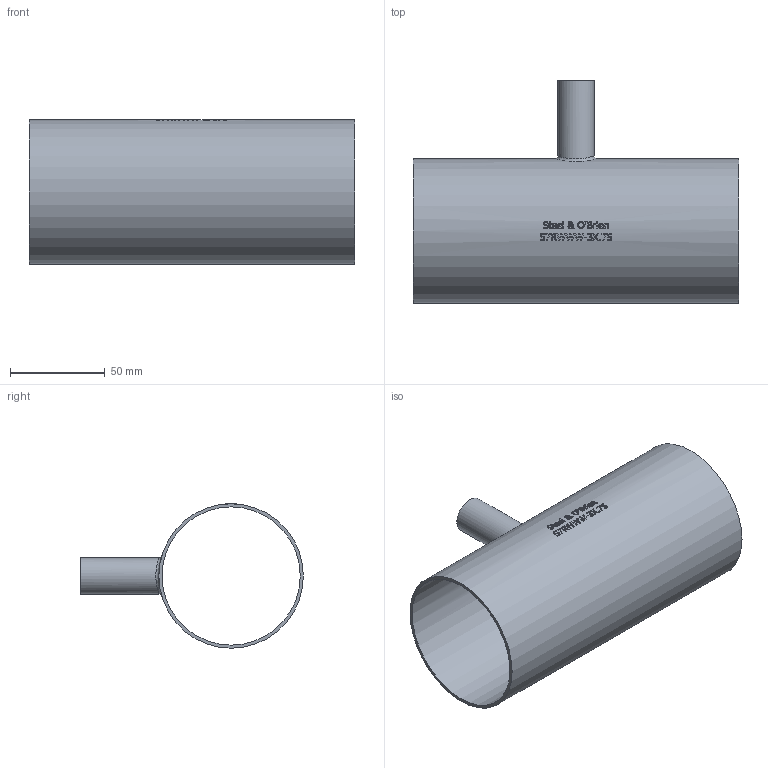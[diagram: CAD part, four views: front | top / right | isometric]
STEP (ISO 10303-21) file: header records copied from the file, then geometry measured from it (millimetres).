
FILE_DESCRIPTION(/* description */ (''),/* implementation_level */ '2;1');
FILE_NAME(/* name */ 'S7RWWW-3X.75.stp',/* time_stamp */ '2018-11-28T14:47:01-05:00',/* author */ ('ken'),/* organization */ (''),/* preprocessor_version */ 'ST-DEVELOPER v15.2',/* originating_system */ 'Autodesk Inventor 2014',/* authorisation */ '');
FILE_SCHEMA (('AUTOMOTIVE_DESIGN { 1 0 10303 214 3 1 1 }'));
Length unit declared in the file: inch
Products named in the file (1): S7RWWW-3X.75
Bounding box: 171.45 x 117.47 x 76.2 mm (x, y, z)
Volume: 69754.6 mm3; surface area: 85362.6 mm2
Topology: 1 solids, 1 shells, 400 faces, 1090 edges, 727 vertices
Faces by surface type: plane 186, bspline 175, cylinder 39
Full cylindrical faces by diameter (mm): 15.748 x1, 19.05 x1, 72.898 x1, 76.2 x1
Entity records: 15910 total; most frequent: CARTESIAN_POINT 6767, ORIENTED_EDGE 2162, DIRECTION 1389, EDGE_CURVE 1081, VERTEX_POINT 723, LINE 523, VECTOR 523, EDGE_LOOP 444
